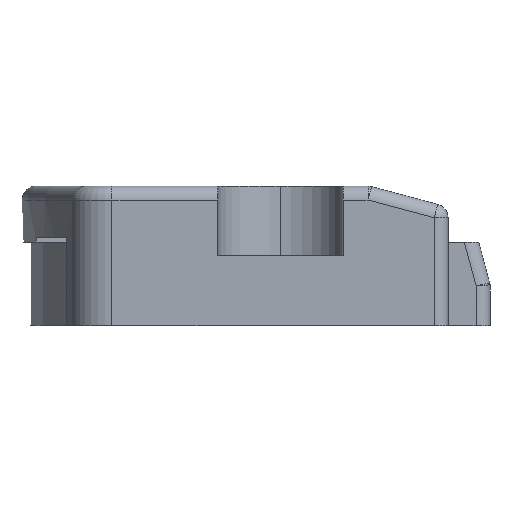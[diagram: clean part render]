
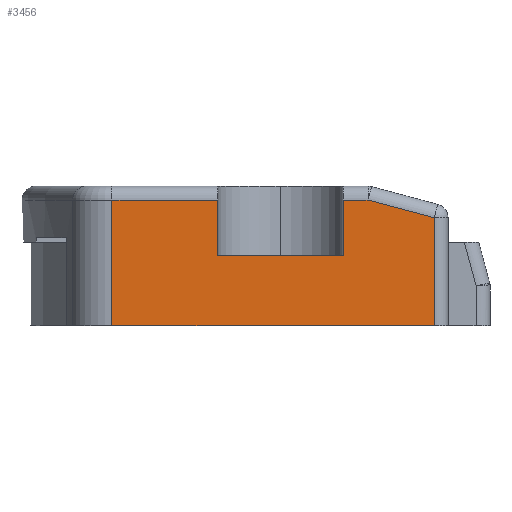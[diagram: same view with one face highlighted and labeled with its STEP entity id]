
A CAD part, front view. The second image highlights one B-rep face of the part: STEP entity #3456.
In plain terms, the highlighted planar face has unit normal (0, -1, 0).
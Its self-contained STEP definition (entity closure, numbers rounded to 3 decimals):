
#61 = EDGE_CURVE ( 'NONE', #93, #3938, #1699, .T. ) ;
#92 = CARTESIAN_POINT ( 'NONE',  ( -4.5, -4.5, 9. ) ) ;
#93 = VERTEX_POINT ( 'NONE', #3189 ) ;
#156 = FACE_OUTER_BOUND ( 'NONE', #1326, .T. ) ;
#176 = CARTESIAN_POINT ( 'NONE',  ( -16., -4.5, 10. ) ) ;
#182 = CARTESIAN_POINT ( 'NONE',  ( -12.061, -4.5, 0. ) ) ;
#228 = LINE ( 'NONE', #4319, #2414 ) ;
#294 = ORIENTED_EDGE ( 'NONE', *, *, #2076, .T. ) ;
#329 = VERTEX_POINT ( 'NONE', #182 ) ;
#357 = DIRECTION ( 'NONE',  ( 0., 0., 1. ) ) ;
#452 = LINE ( 'NONE', #4159, #4434 ) ;
#582 = CARTESIAN_POINT ( 'NONE',  ( -14.758, -4.5, 14.635 ) ) ;
#609 = CARTESIAN_POINT ( 'NONE',  ( -16., -4.5, 9. ) ) ;
#645 = VERTEX_POINT ( 'NONE', #3412 ) ;
#828 = CARTESIAN_POINT ( 'NONE',  ( 4.5, -4.5, 9. ) ) ;
#905 = EDGE_CURVE ( 'NONE', #3819, #645, #3860, .T. ) ;
#965 = DIRECTION ( 'NONE',  ( 0., 1., 0. ) ) ;
#1045 = VECTOR ( 'NONE', #1202, 1000. ) ;
#1052 = VECTOR ( 'NONE', #357, 1000. ) ;
#1129 = DIRECTION ( 'NONE',  ( -1., 0., 0. ) ) ;
#1145 = ORIENTED_EDGE ( 'NONE', *, *, #4376, .F. ) ;
#1169 = CARTESIAN_POINT ( 'NONE',  ( 11., -4.5, 0. ) ) ;
#1202 = DIRECTION ( 'NONE',  ( 0., 0., -1. ) ) ;
#1275 = VECTOR ( 'NONE', #1129, 1000. ) ;
#1326 = EDGE_LOOP ( 'NONE', ( #3923, #3457, #294, #2241, #4160, #3546, #2541, #1145, #1981 ) ) ;
#1529 = DIRECTION ( 'NONE',  ( 0., 0., 1. ) ) ;
#1577 = DIRECTION ( 'NONE',  ( 0., 0., 1. ) ) ;
#1636 = DIRECTION ( 'NONE',  ( -1., 0., 0. ) ) ;
#1699 = LINE ( 'NONE', #1752, #1718 ) ;
#1718 = VECTOR ( 'NONE', #3163, 1000. ) ;
#1752 = CARTESIAN_POINT ( 'NONE',  ( -4.5, -4.5, 5. ) ) ;
#1934 = LINE ( 'NONE', #2984, #1275 ) ;
#1981 = ORIENTED_EDGE ( 'NONE', *, *, #61, .F. ) ;
#2041 = DIRECTION ( 'NONE',  ( -0.966, 0., 0.259 ) ) ;
#2076 = EDGE_CURVE ( 'NONE', #2760, #329, #2672, .T. ) ;
#2084 = CARTESIAN_POINT ( 'NONE',  ( 4.5, -4.5, 5. ) ) ;
#2241 = ORIENTED_EDGE ( 'NONE', *, *, #2520, .F. ) ;
#2414 = VECTOR ( 'NONE', #4609, 1000. ) ;
#2422 = VECTOR ( 'NONE', #1636, 1000. ) ;
#2461 = VERTEX_POINT ( 'NONE', #1169 ) ;
#2520 = EDGE_CURVE ( 'NONE', #2461, #329, #228, .T. ) ;
#2541 = ORIENTED_EDGE ( 'NONE', *, *, #3701, .T. ) ;
#2556 = CARTESIAN_POINT ( 'NONE',  ( 4.5, -4.5, 5. ) ) ;
#2672 = LINE ( 'NONE', #3034, #1045 ) ;
#2760 = VERTEX_POINT ( 'NONE', #2933 ) ;
#2811 = EDGE_CURVE ( 'NONE', #2461, #3819, #3357, .T. ) ;
#2840 = VERTEX_POINT ( 'NONE', #92 ) ;
#2933 = CARTESIAN_POINT ( 'NONE',  ( -12.061, -4.5, 9. ) ) ;
#2953 = VECTOR ( 'NONE', #2041, 1000. ) ;
#2984 = CARTESIAN_POINT ( 'NONE',  ( -16., -4.5, 9. ) ) ;
#3034 = CARTESIAN_POINT ( 'NONE',  ( -12.061, -4.5, 10. ) ) ;
#3147 = CARTESIAN_POINT ( 'NONE',  ( 11., -4.5, 7.733 ) ) ;
#3163 = DIRECTION ( 'NONE',  ( 1., 0., 0. ) ) ;
#3189 = CARTESIAN_POINT ( 'NONE',  ( -4.5, -4.5, 5. ) ) ;
#3357 = LINE ( 'NONE', #3377, #4582 ) ;
#3377 = CARTESIAN_POINT ( 'NONE',  ( 11., -4.5, 10. ) ) ;
#3412 = CARTESIAN_POINT ( 'NONE',  ( 6.27, -4.5, 9. ) ) ;
#3425 = EDGE_CURVE ( 'NONE', #2840, #2760, #3861, .T. ) ;
#3456 = ADVANCED_FACE ( 'NONE', ( #156 ), #4250, .F. ) ;
#3457 = ORIENTED_EDGE ( 'NONE', *, *, #3425, .T. ) ;
#3546 = ORIENTED_EDGE ( 'NONE', *, *, #905, .T. ) ;
#3701 = EDGE_CURVE ( 'NONE', #645, #4544, #1934, .T. ) ;
#3819 = VERTEX_POINT ( 'NONE', #3147 ) ;
#3860 = LINE ( 'NONE', #582, #2953 ) ;
#3861 = LINE ( 'NONE', #609, #2422 ) ;
#3891 = DIRECTION ( 'NONE',  ( -1., 0., 0. ) ) ;
#3923 = ORIENTED_EDGE ( 'NONE', *, *, #4093, .T. ) ;
#3938 = VERTEX_POINT ( 'NONE', #2084 ) ;
#4093 = EDGE_CURVE ( 'NONE', #93, #2840, #452, .T. ) ;
#4159 = CARTESIAN_POINT ( 'NONE',  ( -4.5, -4.5, 5. ) ) ;
#4160 = ORIENTED_EDGE ( 'NONE', *, *, #2811, .T. ) ;
#4250 = PLANE ( 'NONE',  #4669 ) ;
#4319 = CARTESIAN_POINT ( 'NONE',  ( -16., -4.5, 0. ) ) ;
#4334 = LINE ( 'NONE', #2556, #1052 ) ;
#4376 = EDGE_CURVE ( 'NONE', #3938, #4544, #4334, .T. ) ;
#4434 = VECTOR ( 'NONE', #1529, 1000. ) ;
#4544 = VERTEX_POINT ( 'NONE', #828 ) ;
#4582 = VECTOR ( 'NONE', #1577, 1000. ) ;
#4609 = DIRECTION ( 'NONE',  ( -1., 0., 0. ) ) ;
#4669 = AXIS2_PLACEMENT_3D ( 'NONE', #176, #965, #3891 ) ;
